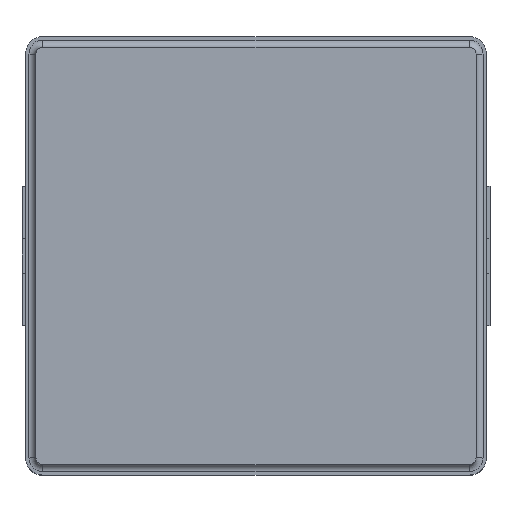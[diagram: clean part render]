
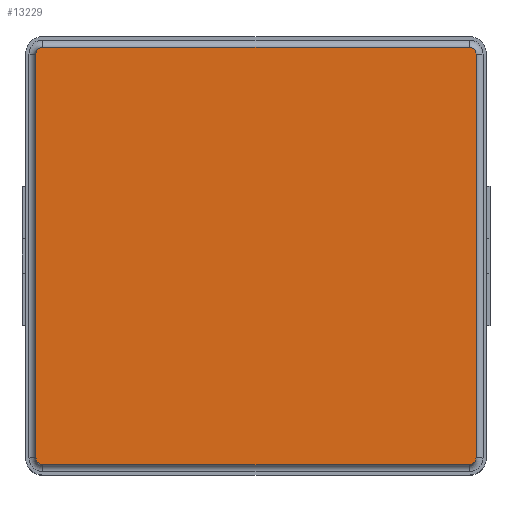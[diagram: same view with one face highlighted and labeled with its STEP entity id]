
A CAD part, top view. The second image highlights one B-rep face of the part: STEP entity #13229.
In plain terms, the highlighted planar face has unit normal (0, 0, 1).
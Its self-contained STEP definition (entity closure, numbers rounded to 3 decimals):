
#746 = CARTESIAN_POINT ( 'NONE',  ( 6.125, -6., 5. ) ) ;
#826 = CARTESIAN_POINT ( 'NONE',  ( 6.125, 6., 5. ) ) ;
#1071 = DIRECTION ( 'NONE',  ( 1., 0., 0. ) ) ;
#1159 = ORIENTED_EDGE ( 'NONE', *, *, #3391, .T. ) ;
#1170 = CARTESIAN_POINT ( 'NONE',  ( -6.125, 5.8, 5. ) ) ;
#1173 = EDGE_CURVE ( 'NONE', #10794, #3977, #5736, .T. ) ;
#1198 = VECTOR ( 'NONE', #11863, 1000. ) ;
#1320 = DIRECTION ( 'NONE',  ( -1., 0., 0. ) ) ;
#1461 = CARTESIAN_POINT ( 'NONE',  ( 6.125, 6., 5. ) ) ;
#1572 = CIRCLE ( 'NONE', #9292, 0.2 ) ;
#1594 = EDGE_CURVE ( 'NONE', #2537, #9550, #12539, .T. ) ;
#1621 = ORIENTED_EDGE ( 'NONE', *, *, #3416, .T. ) ;
#1894 = VECTOR ( 'NONE', #3307, 1000. ) ;
#2056 = DIRECTION ( 'NONE',  ( 0., -1., 0. ) ) ;
#2537 = VERTEX_POINT ( 'NONE', #4010 ) ;
#2782 = FACE_OUTER_BOUND ( 'NONE', #8437, .T. ) ;
#2849 = DIRECTION ( 'NONE',  ( 1., 0., 0. ) ) ;
#3025 = AXIS2_PLACEMENT_3D ( 'NONE', #7907, #7964, #2849 ) ;
#3307 = DIRECTION ( 'NONE',  ( 1., 0., 0. ) ) ;
#3320 = ORIENTED_EDGE ( 'NONE', *, *, #12761, .T. ) ;
#3378 = LINE ( 'NONE', #1461, #5229 ) ;
#3391 = EDGE_CURVE ( 'NONE', #9550, #7934, #1572, .T. ) ;
#3400 = CARTESIAN_POINT ( 'NONE',  ( 6.125, 5.8, 5. ) ) ;
#3416 = EDGE_CURVE ( 'NONE', #7644, #5970, #4076, .T. ) ;
#3454 = CARTESIAN_POINT ( 'NONE',  ( -6.325, 5.8, 5. ) ) ;
#3530 = CARTESIAN_POINT ( 'NONE',  ( -6.125, 6., 5. ) ) ;
#3977 = VERTEX_POINT ( 'NONE', #826 ) ;
#4010 = CARTESIAN_POINT ( 'NONE',  ( -6.125, -6., 5. ) ) ;
#4076 = LINE ( 'NONE', #12262, #10585 ) ;
#4719 = EDGE_CURVE ( 'NONE', #7721, #7644, #12768, .T. ) ;
#5229 = VECTOR ( 'NONE', #1320, 1000. ) ;
#5452 = ORIENTED_EDGE ( 'NONE', *, *, #1173, .T. ) ;
#5736 = CIRCLE ( 'NONE', #8728, 0.2 ) ;
#5747 = CARTESIAN_POINT ( 'NONE',  ( 6.325, -5.8, 5. ) ) ;
#5768 = DIRECTION ( 'NONE',  ( 0., 0., 1. ) ) ;
#5970 = VERTEX_POINT ( 'NONE', #6317 ) ;
#6317 = CARTESIAN_POINT ( 'NONE',  ( -6.325, -5.8, 5. ) ) ;
#6398 = ORIENTED_EDGE ( 'NONE', *, *, #4719, .T. ) ;
#6416 = CARTESIAN_POINT ( 'NONE',  ( -6.125, -6., 5. ) ) ;
#6522 = ORIENTED_EDGE ( 'NONE', *, *, #1594, .T. ) ;
#6696 = AXIS2_PLACEMENT_3D ( 'NONE', #7236, #10313, #1071 ) ;
#6697 = LINE ( 'NONE', #10811, #1198 ) ;
#6948 = DIRECTION ( 'NONE',  ( 0., 0., 1. ) ) ;
#7087 = DIRECTION ( 'NONE',  ( 1., 0., 0. ) ) ;
#7236 = CARTESIAN_POINT ( 'NONE',  ( -6.125, -5.8, 5. ) ) ;
#7644 = VERTEX_POINT ( 'NONE', #3454 ) ;
#7721 = VERTEX_POINT ( 'NONE', #3530 ) ;
#7760 = PLANE ( 'NONE',  #3025 ) ;
#7907 = CARTESIAN_POINT ( 'NONE',  ( 0., 0., 5. ) ) ;
#7934 = VERTEX_POINT ( 'NONE', #5747 ) ;
#7964 = DIRECTION ( 'NONE',  ( 0., 0., 1. ) ) ;
#8437 = EDGE_LOOP ( 'NONE', ( #11089, #6398, #1621, #9414, #6522, #1159, #3320, #5452 ) ) ;
#8728 = AXIS2_PLACEMENT_3D ( 'NONE', #3400, #5768, #9715 ) ;
#9292 = AXIS2_PLACEMENT_3D ( 'NONE', #13135, #6948, #7087 ) ;
#9293 = DIRECTION ( 'NONE',  ( 0., 0., 1. ) ) ;
#9414 = ORIENTED_EDGE ( 'NONE', *, *, #10781, .T. ) ;
#9550 = VERTEX_POINT ( 'NONE', #746 ) ;
#9715 = DIRECTION ( 'NONE',  ( 1., 0., 0. ) ) ;
#10192 = AXIS2_PLACEMENT_3D ( 'NONE', #1170, #9293, #10443 ) ;
#10313 = DIRECTION ( 'NONE',  ( 0., 0., 1. ) ) ;
#10443 = DIRECTION ( 'NONE',  ( 1., 0., 0. ) ) ;
#10585 = VECTOR ( 'NONE', #2056, 1000. ) ;
#10781 = EDGE_CURVE ( 'NONE', #5970, #2537, #12708, .T. ) ;
#10794 = VERTEX_POINT ( 'NONE', #11207 ) ;
#10811 = CARTESIAN_POINT ( 'NONE',  ( 6.325, -5.8, 5. ) ) ;
#11016 = EDGE_CURVE ( 'NONE', #3977, #7721, #3378, .T. ) ;
#11089 = ORIENTED_EDGE ( 'NONE', *, *, #11016, .T. ) ;
#11207 = CARTESIAN_POINT ( 'NONE',  ( 6.325, 5.8, 5. ) ) ;
#11863 = DIRECTION ( 'NONE',  ( 0., 1., 0. ) ) ;
#12262 = CARTESIAN_POINT ( 'NONE',  ( -6.325, 5.8, 5. ) ) ;
#12539 = LINE ( 'NONE', #6416, #1894 ) ;
#12708 = CIRCLE ( 'NONE', #6696, 0.2 ) ;
#12761 = EDGE_CURVE ( 'NONE', #7934, #10794, #6697, .T. ) ;
#12768 = CIRCLE ( 'NONE', #10192, 0.2 ) ;
#13135 = CARTESIAN_POINT ( 'NONE',  ( 6.125, -5.8, 5. ) ) ;
#13229 = ADVANCED_FACE ( 'NONE', ( #2782 ), #7760, .T. ) ;
